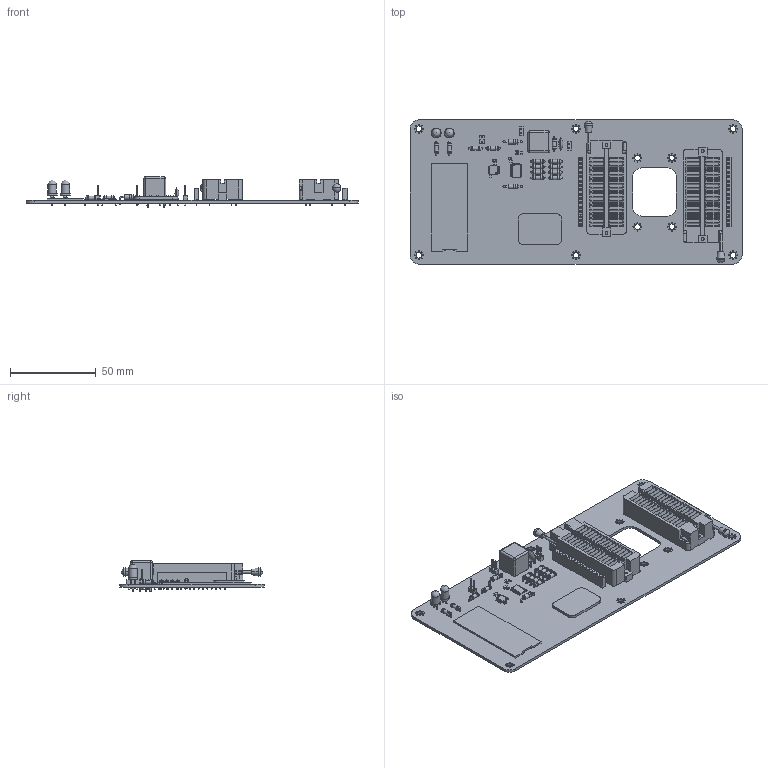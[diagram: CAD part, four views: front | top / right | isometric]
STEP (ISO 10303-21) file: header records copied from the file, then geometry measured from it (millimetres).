
FILE_DESCRIPTION(('KiCad electronic assembly'),'2;1');
FILE_NAME('levitas.step','2025-01-17T12:04:59',('Pcbnew'),('Kicad'), 'Open CASCADE STEP processor 7.6','KiCad to STEP converter','Unknown' );
FILE_SCHEMA(('AUTOMOTIVE_DESIGN { 1 0 10303 214 1 1 1 1 }'));
Length unit declared in the file: millimetre
Products named in the file (30): levitas 1; R_Axial_DIN0207_L6.3mm_D2.5mm_P7.62mm_Horizontal; R_Axial_DIN0207_L63mm_D25mm_P762mm_Horizontal; PinHeader_1x02_P2.54mm_Vertical; PinHeader_1x02_P254mm_Vertical; C_0805_2012Metric; TSSOP-24_4.4x7.8mm_P0.65mm; TSSOP_24_44x78mm_P065mm; C_0603_1608Metric; zif-socket; PinSocket_1x16_P2.54mm_Vertical; PinSocket_1x16_P254mm_Vertical; stemma-mpu-6050; TSSOP-14_4.4x5mm_P0.65mm; TSSOP_14_44x5mm_P065mm; LED_D5.0mm; q025-5; pico; D_DO-41_SOD81_P10.16mm_Horizontal; C_Disc_D7.5mm_W2.5mm_P5.00mm; C_Disc_D75mm_W25mm_P500mm; levitas_PCB
Assembly tree (54 placements, depth 3):
  levitas 1
    R_Axial_DIN0207_L6.3mm_D2.5mm_P7.62mm_Horizontal  x13
      R_Axial_DIN0207_L63mm_D25mm_P762mm_Horizontal
    PinHeader_1x02_P2.54mm_Vertical  x3
      PinHeader_1x02_P254mm_Vertical
    C_0805_2012Metric  x3
      C_0805_2012Metric
    TSSOP-24_4.4x7.8mm_P0.65mm
      TSSOP_24_44x78mm_P065mm
    C_0603_1608Metric  x4
      C_0603_1608Metric
    zif-socket  x2
      zif-socket
    PinSocket_1x16_P2.54mm_Vertical  x4
      PinSocket_1x16_P254mm_Vertical
    stemma-mpu-6050
      stemma-mpu-6050
    TSSOP-14_4.4x5mm_P0.65mm
      TSSOP_14_44x5mm_P065mm
    LED_D5.0mm  x2
      LED_D5.0mm
    q025-5
      q025-5
    pico
      pico
    D_DO-41_SOD81_P10.16mm_Horizontal  x2
      D_DO-41_SOD81_P10.16mm_Horizontal
    C_Disc_D7.5mm_W2.5mm_P5.00mm
      C_Disc_D75mm_W25mm_P500mm
    levitas_PCB
Bounding box: 193.04 x 83.82 x 17.78 mm (x, y, z)
Volume: 57334.3 mm3; surface area: 56337.1 mm2
Topology: 111 solids, 111 shells, 4549 faces, 11336 edges, 7357 vertices
Faces by surface type: plane 3666, cylinder 713, bspline 86, torus 64, sphere 12, cone 4, revolution 4
Full cylindrical faces by diameter (mm): 0.5 x82, 0.6 x26, 0.7 x2, 0.8 x34, 0.9 x68, 1 x84, 1.02 x43, 1.09 x5, 1.1 x4, 1.5 x2, 1.8 x2, 2.25 x13, 2.5 x26, 2.7 x4, 2.72 x2, 3.2 x10, 4.9 x2
Entity records: 76683 total; most frequent: CARTESIAN_POINT 12761, ORIENTED_EDGE 11010, DIRECTION 10823, EDGE_CURVE 5505, LINE 4253, VECTOR 4253, VERTEX_POINT 3569, AXIS2_PLACEMENT_3D 3283
